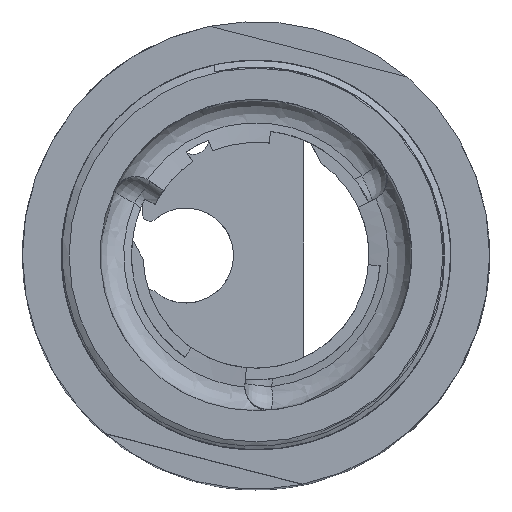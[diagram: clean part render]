
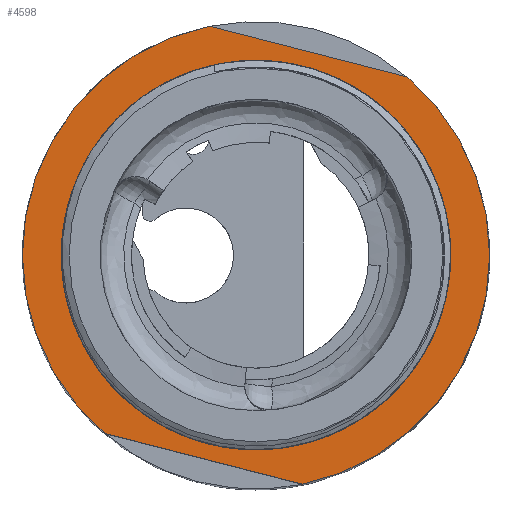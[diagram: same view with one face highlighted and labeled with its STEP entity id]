
A CAD part, top view. The second image highlights one B-rep face of the part: STEP entity #4598.
In plain terms, the highlighted planar face has unit normal (0, 0, 1).
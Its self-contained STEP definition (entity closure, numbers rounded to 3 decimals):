
#587 = VERTEX_POINT('',#588);
#588 = CARTESIAN_POINT('',(-12.155,2.918,0.));
#723 = EDGE_CURVE('',#724,#587,#726,.T.);
#724 = VERTEX_POINT('',#725);
#725 = CARTESIAN_POINT('',(3.73,-11.478,
    0.));
#726 = B_SPLINE_CURVE_WITH_KNOTS('',8,(#727,#728,#729,#730,#731,#732,
    #733,#734,#735,#736,#737,#738,#739,#740,#741,#742,#743,#744,#745,
    #746,#747,#748,#749,#750,#751,#752,#753,#754,#755,#756),
  .UNSPECIFIED.,.F.,.F.,(9,7,7,7,9),(0.,0.242,0.488,
    0.74,1.),.UNSPECIFIED.);
#727 = CARTESIAN_POINT('',(3.727,-11.471,0.));
#728 = CARTESIAN_POINT('',(2.983,-11.727,0.));
#729 = CARTESIAN_POINT('',(2.22,-11.928,0.));
#730 = CARTESIAN_POINT('',(1.442,-12.071,0.));
#731 = CARTESIAN_POINT('',(0.656,-12.156,0.));
#732 = CARTESIAN_POINT('',(-0.135,-12.183,0.));
#733 = CARTESIAN_POINT('',(-0.925,-12.151,0.));
#734 = CARTESIAN_POINT('',(-1.709,-12.061,0.));
#735 = CARTESIAN_POINT('',(-3.268,-11.763,0.));
#736 = CARTESIAN_POINT('',(-4.043,-11.554,0.));
#737 = CARTESIAN_POINT('',(-4.801,-11.287,0.));
#738 = CARTESIAN_POINT('',(-5.538,-10.964,0.));
#739 = CARTESIAN_POINT('',(-6.249,-10.586,0.));
#740 = CARTESIAN_POINT('',(-6.929,-10.157,0.));
#741 = CARTESIAN_POINT('',(-7.574,-9.679,0.));
#742 = CARTESIAN_POINT('',(-8.801,-8.619,0.));
#743 = CARTESIAN_POINT('',(-9.381,-8.035,0.));
#744 = CARTESIAN_POINT('',(-9.916,-7.408,0.));
#745 = CARTESIAN_POINT('',(-10.402,-6.741,0.));
#746 = CARTESIAN_POINT('',(-10.836,-6.039,0.));
#747 = CARTESIAN_POINT('',(-11.215,-5.306,0.));
#748 = CARTESIAN_POINT('',(-11.536,-4.549,0.));
#749 = CARTESIAN_POINT('',(-12.071,-2.968,0.));
#750 = CARTESIAN_POINT('',(-12.28,-2.144,0.));
#751 = CARTESIAN_POINT('',(-12.424,-1.304,0.));
#752 = CARTESIAN_POINT('',(-12.502,-0.455,0.));
#753 = CARTESIAN_POINT('',(-12.514,0.398,0.));
#754 = CARTESIAN_POINT('',(-12.459,1.249,0.));
#755 = CARTESIAN_POINT('',(-12.339,2.091,0.));
#756 = CARTESIAN_POINT('',(-12.155,2.918,0.));
#2725 = VERTEX_POINT('',#2726);
#2726 = CARTESIAN_POINT('',(12.068,0.,0.));
#2859 = EDGE_CURVE('',#2725,#2860,#2862,.T.);
#2860 = VERTEX_POINT('',#2861);
#2861 = CARTESIAN_POINT('',(-6.531,10.658,0.));
#2862 = B_SPLINE_CURVE_WITH_KNOTS('',6,(#2863,#2864,#2865,#2866,#2867,
    #2868,#2869,#2870,#2871,#2872,#2873,#2874,#2875,#2876,#2877,#2878,
    #2879,#2880,#2881,#2882,#2883,#2884),.UNSPECIFIED.,.F.,.F.,(7,5,5,5,
    7),(0.,0.239,0.485,0.739,1.),
  .UNSPECIFIED.);
#2863 = CARTESIAN_POINT('',(12.062,0.,0.));
#2864 = CARTESIAN_POINT('',(12.079,1.039,0.));
#2865 = CARTESIAN_POINT('',(11.99,2.081,0.));
#2866 = CARTESIAN_POINT('',(11.792,3.11,0.));
#2867 = CARTESIAN_POINT('',(11.49,4.113,0.));
#2868 = CARTESIAN_POINT('',(11.088,5.077,0.));
#2869 = CARTESIAN_POINT('',(10.082,6.928,0.));
#2870 = CARTESIAN_POINT('',(9.474,7.812,0.));
#2871 = CARTESIAN_POINT('',(8.774,8.63,0.));
#2872 = CARTESIAN_POINT('',(7.993,9.369,0.));
#2873 = CARTESIAN_POINT('',(7.14,10.021,0.));
#2874 = CARTESIAN_POINT('',(5.289,11.154,0.));
#2875 = CARTESIAN_POINT('',(4.287,11.628,0.));
#2876 = CARTESIAN_POINT('',(3.236,11.992,0.));
#2877 = CARTESIAN_POINT('',(2.152,12.242,0.));
#2878 = CARTESIAN_POINT('',(1.05,12.373,0.));
#2879 = CARTESIAN_POINT('',(-1.184,12.401,0.));
#2880 = CARTESIAN_POINT('',(-2.317,12.291,0.));
#2881 = CARTESIAN_POINT('',(-3.435,12.057,0.));
#2882 = CARTESIAN_POINT('',(-4.52,11.703,0.));
#2883 = CARTESIAN_POINT('',(-5.557,11.233,0.));
#2884 = CARTESIAN_POINT('',(-6.531,10.658,0.));
#4122 = EDGE_CURVE('',#587,#2860,#4123,.T.);
#4123 = B_SPLINE_CURVE_WITH_KNOTS('',6,(#4124,#4125,#4126,#4127,#4128,
    #4129,#4130,#4131,#4132,#4133,#4134,#4135,#4136,#4137,#4138,#4139,
    #4140,#4141,#4142,#4143,#4144,#4145,#4146,#4147,#4148,#4149,#4150),
  .UNSPECIFIED.,.F.,.F.,(7,5,5,5,5,7),(0.,0.391,0.779,
    0.84,0.969,1.),.UNSPECIFIED.);
#4124 = CARTESIAN_POINT('',(-12.155,2.918,0.));
#4125 = CARTESIAN_POINT('',(-12.005,3.54,0.));
#4126 = CARTESIAN_POINT('',(-11.818,4.153,0.));
#4127 = CARTESIAN_POINT('',(-11.593,4.754,0.));
#4128 = CARTESIAN_POINT('',(-11.331,5.34,0.));
#4129 = CARTESIAN_POINT('',(-11.034,5.908,0.));
#4130 = CARTESIAN_POINT('',(-10.376,6.999,0.));
#4131 = CARTESIAN_POINT('',(-10.015,7.523,0.));
#4132 = CARTESIAN_POINT('',(-9.622,8.024,0.));
#4133 = CARTESIAN_POINT('',(-9.2,8.5,0.));
#4134 = CARTESIAN_POINT('',(-8.75,8.95,0.));
#4135 = CARTESIAN_POINT('',(-8.199,9.436,0.));
#4136 = CARTESIAN_POINT('',(-8.123,9.501,0.));
#4137 = CARTESIAN_POINT('',(-8.047,9.566,0.));
#4138 = CARTESIAN_POINT('',(-7.971,9.63,0.));
#4139 = CARTESIAN_POINT('',(-7.893,9.693,0.));
#4140 = CARTESIAN_POINT('',(-7.651,9.887,0.));
#4141 = CARTESIAN_POINT('',(-7.483,10.016,0.));
#4142 = CARTESIAN_POINT('',(-7.313,10.141,0.));
#4143 = CARTESIAN_POINT('',(-7.141,10.263,0.));
#4144 = CARTESIAN_POINT('',(-6.966,10.381,0.));
#4145 = CARTESIAN_POINT('',(-6.746,10.523,0.));
#4146 = CARTESIAN_POINT('',(-6.703,10.551,0.));
#4147 = CARTESIAN_POINT('',(-6.661,10.578,0.));
#4148 = CARTESIAN_POINT('',(-6.618,10.605,0.));
#4149 = CARTESIAN_POINT('',(-6.574,10.631,0.));
#4150 = CARTESIAN_POINT('',(-6.531,10.658,0.));
#4587 = EDGE_CURVE('',#724,#2725,#4588,.T.);
#4588 = CIRCLE('',#4589,12.075);
#4589 = AXIS2_PLACEMENT_3D('',#4590,#4591,#4592);
#4590 = CARTESIAN_POINT('',(0.,0.,0.));
#4591 = DIRECTION('',(0.,0.,1.));
#4592 = DIRECTION('',(1.,0.,0.));
#4598 = ADVANCED_FACE('',(#4599,#4644),#4650,.T.);
#4599 = FACE_BOUND('',#4600,.F.);
#4600 = EDGE_LOOP('',(#4601,#4612,#4621,#4629,#4638));
#4601 = ORIENTED_EDGE('',*,*,#4602,.F.);
#4602 = EDGE_CURVE('',#4603,#4605,#4607,.T.);
#4603 = VERTEX_POINT('',#4604);
#4604 = CARTESIAN_POINT('',(15.,0.,0.));
#4605 = VERTEX_POINT('',#4606);
#4606 = CARTESIAN_POINT('',(9.69,11.45,0.));
#4607 = CIRCLE('',#4608,15.);
#4608 = AXIS2_PLACEMENT_3D('',#4609,#4610,#4611);
#4609 = CARTESIAN_POINT('',(0.,0.,0.));
#4610 = DIRECTION('',(0.,0.,1.));
#4611 = DIRECTION('',(1.,0.,0.));
#4612 = ORIENTED_EDGE('',*,*,#4613,.F.);
#4613 = EDGE_CURVE('',#4614,#4603,#4616,.T.);
#4614 = VERTEX_POINT('',#4615);
#4615 = CARTESIAN_POINT('',(2.976,-14.702,0.));
#4616 = CIRCLE('',#4617,15.);
#4617 = AXIS2_PLACEMENT_3D('',#4618,#4619,#4620);
#4618 = CARTESIAN_POINT('',(0.,0.,0.));
#4619 = DIRECTION('',(0.,0.,1.));
#4620 = DIRECTION('',(1.,0.,0.));
#4621 = ORIENTED_EDGE('',*,*,#4622,.T.);
#4622 = EDGE_CURVE('',#4614,#4623,#4625,.T.);
#4623 = VERTEX_POINT('',#4624);
#4624 = CARTESIAN_POINT('',(-9.69,-11.45,0.));
#4625 = LINE('',#4626,#4627);
#4626 = CARTESIAN_POINT('',(-21.518,-8.413,0.));
#4627 = VECTOR('',#4628,1.);
#4628 = DIRECTION('',(-0.969,0.249,0.));
#4629 = ORIENTED_EDGE('',*,*,#4630,.F.);
#4630 = EDGE_CURVE('',#4631,#4623,#4633,.T.);
#4631 = VERTEX_POINT('',#4632);
#4632 = CARTESIAN_POINT('',(-2.976,14.702,0.));
#4633 = CIRCLE('',#4634,15.);
#4634 = AXIS2_PLACEMENT_3D('',#4635,#4636,#4637);
#4635 = CARTESIAN_POINT('',(0.,0.,0.));
#4636 = DIRECTION('',(0.,0.,1.));
#4637 = DIRECTION('',(1.,0.,0.));
#4638 = ORIENTED_EDGE('',*,*,#4639,.F.);
#4639 = EDGE_CURVE('',#4605,#4631,#4640,.T.);
#4640 = LINE('',#4641,#4642);
#4641 = CARTESIAN_POINT('',(-14.804,17.739,0.));
#4642 = VECTOR('',#4643,1.);
#4643 = DIRECTION('',(-0.969,0.249,0.));
#4644 = FACE_BOUND('',#4645,.F.);
#4645 = EDGE_LOOP('',(#4646,#4647,#4648,#4649));
#4646 = ORIENTED_EDGE('',*,*,#4587,.T.);
#4647 = ORIENTED_EDGE('',*,*,#2859,.T.);
#4648 = ORIENTED_EDGE('',*,*,#4122,.F.);
#4649 = ORIENTED_EDGE('',*,*,#723,.F.);
#4650 = PLANE('',#4651);
#4651 = AXIS2_PLACEMENT_3D('',#4652,#4653,#4654);
#4652 = CARTESIAN_POINT('',(0.,0.,0.));
#4653 = DIRECTION('',(0.,0.,1.));
#4654 = DIRECTION('',(1.,0.,0.));
